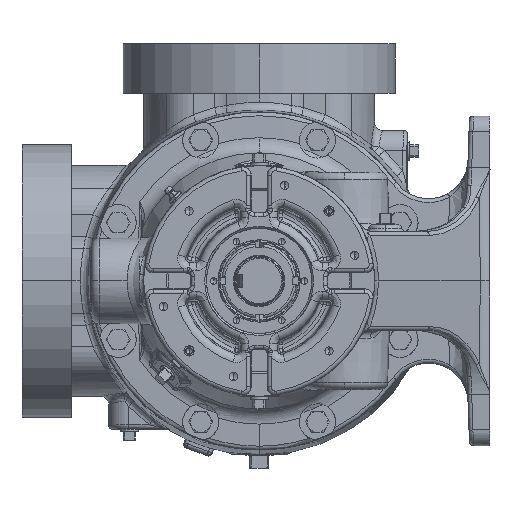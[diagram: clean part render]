
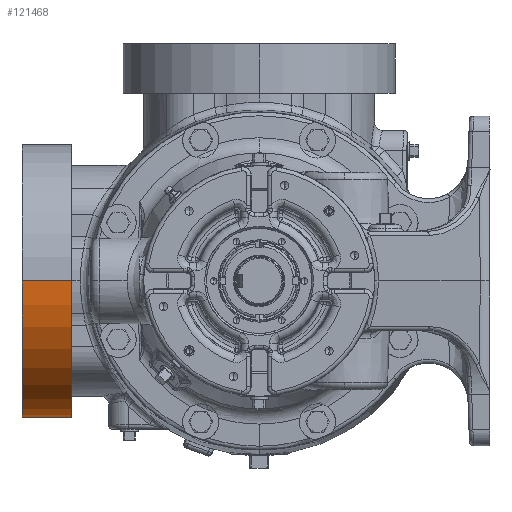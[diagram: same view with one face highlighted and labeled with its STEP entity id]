
A CAD part, left-side view. The second image highlights one B-rep face of the part: STEP entity #121468.
In plain terms, the highlighted cylindrical face has radius 104.775 mm (diameter 209.55 mm), a partial arc.
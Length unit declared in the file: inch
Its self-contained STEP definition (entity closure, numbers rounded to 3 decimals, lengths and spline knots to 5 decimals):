
#8964 = AXIS2_PLACEMENT_3D ( 'NONE', #162130, #35726, #98438 ) ;
#15447 = DIRECTION ( 'NONE',  ( 0., -1., 0. ) ) ;
#17984 = CARTESIAN_POINT ( 'NONE',  ( 8.638, 7.1875, 0. ) ) ;
#27835 = DIRECTION ( 'NONE',  ( 0., -1., 0. ) ) ;
#35726 = DIRECTION ( 'NONE',  ( 0., -1., 0. ) ) ;
#38617 = ORIENTED_EDGE ( 'NONE', *, *, #97325, .F. ) ;
#42469 = VERTEX_POINT ( 'NONE', #189606 ) ;
#42573 = DIRECTION ( 'NONE',  ( -1., 0., 0. ) ) ;
#44543 = ORIENTED_EDGE ( 'NONE', *, *, #187509, .T. ) ;
#44619 = CARTESIAN_POINT ( 'NONE',  ( 8.638, 4.88156, 0. ) ) ;
#60031 = DIRECTION ( 'NONE',  ( 0., -1., 0. ) ) ;
#72383 = CARTESIAN_POINT ( 'NONE',  ( 4.513, 4.88156, 0. ) ) ;
#75137 = LINE ( 'NONE', #122391, #165481 ) ;
#77845 = CIRCLE ( 'NONE', #104064, 4.125 ) ;
#78174 = DIRECTION ( 'NONE',  ( -1., 0., 0. ) ) ;
#90858 = DIRECTION ( 'NONE',  ( 0., -1., 0. ) ) ;
#93558 = EDGE_CURVE ( 'NONE', #124690, #42469, #200854, .T. ) ;
#95974 = AXIS2_PLACEMENT_3D ( 'NONE', #72383, #90858, #42573 ) ;
#97325 = EDGE_CURVE ( 'NONE', #115469, #191398, #75137, .T. ) ;
#98438 = DIRECTION ( 'NONE',  ( -1., 0., 0. ) ) ;
#104064 = AXIS2_PLACEMENT_3D ( 'NONE', #156276, #15447, #78174 ) ;
#105836 = CARTESIAN_POINT ( 'NONE',  ( 0.388, 5.6875, 0. ) ) ;
#115469 = VERTEX_POINT ( 'NONE', #129817 ) ;
#121468 = ADVANCED_FACE ( 'Defeatured_0_2386', ( #150488 ), #135080, .T. ) ;
#122391 = CARTESIAN_POINT ( 'NONE',  ( 0.388, 4.88156, 0. ) ) ;
#124690 = VERTEX_POINT ( 'NONE', #17984 ) ;
#129817 = CARTESIAN_POINT ( 'NONE',  ( 0.388, 7.1875, 0. ) ) ;
#135080 = CYLINDRICAL_SURFACE ( 'NONE', #95974, 4.125 ) ;
#135455 = ORIENTED_EDGE ( 'NONE', *, *, #187432, .F. ) ;
#150488 = FACE_OUTER_BOUND ( 'NONE', #182192, .T. ) ;
#156276 = CARTESIAN_POINT ( 'NONE',  ( 4.513, 7.1875, 0. ) ) ;
#162130 = CARTESIAN_POINT ( 'NONE',  ( 4.513, 5.6875, 0. ) ) ;
#165481 = VECTOR ( 'NONE', #27835, 39.37008 ) ;
#182192 = EDGE_LOOP ( 'NONE', ( #44543, #189478, #135455, #38617 ) ) ;
#186271 = CIRCLE ( 'NONE', #8964, 4.125 ) ;
#187432 = EDGE_CURVE ( 'NONE', #191398, #42469, #186271, .T. ) ;
#187509 = EDGE_CURVE ( 'NONE', #115469, #124690, #77845, .T. ) ;
#189478 = ORIENTED_EDGE ( 'NONE', *, *, #93558, .T. ) ;
#189606 = CARTESIAN_POINT ( 'NONE',  ( 8.638, 5.6875, 0. ) ) ;
#191398 = VERTEX_POINT ( 'NONE', #105836 ) ;
#198303 = VECTOR ( 'NONE', #60031, 39.37008 ) ;
#200854 = LINE ( 'NONE', #44619, #198303 ) ;
